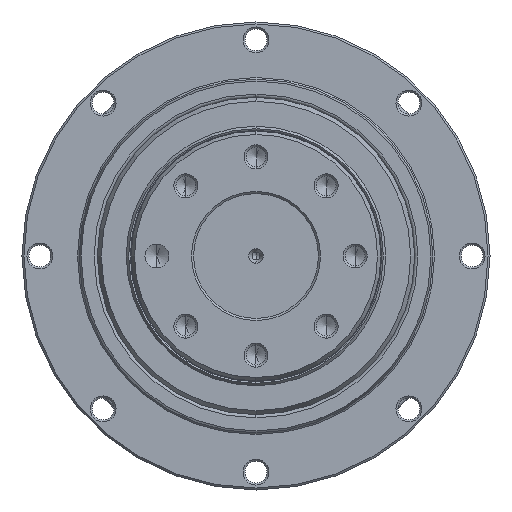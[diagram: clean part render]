
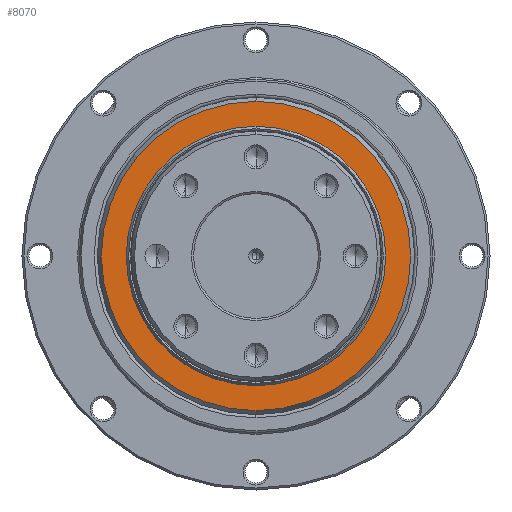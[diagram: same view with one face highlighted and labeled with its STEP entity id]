
A CAD part, left-side view. The second image highlights one B-rep face of the part: STEP entity #8070.
In plain terms, the highlighted planar face has unit normal (-1, 0, 0).
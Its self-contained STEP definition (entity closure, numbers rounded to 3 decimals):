
#1649 = EDGE_CURVE ( 'NONE', #8611, #12679, #2947, .T. ) ;
#2568 = CIRCLE ( 'NONE', #12900, 38.99 ) ;
#2947 = CIRCLE ( 'NONE', #5270, 32.71 ) ;
#2991 = DIRECTION ( 'NONE',  ( 0., 0., -1. ) ) ;
#3193 = VERTEX_POINT ( 'NONE', #17228 ) ;
#3388 = CARTESIAN_POINT ( 'NONE',  ( -48., 0., 0. ) ) ;
#3561 = DIRECTION ( 'NONE',  ( -1., 0., 0. ) ) ;
#3722 = CARTESIAN_POINT ( 'NONE',  ( -48., 0., 38.99 ) ) ;
#3903 = EDGE_LOOP ( 'NONE', ( #8178, #12371 ) ) ;
#4846 = DIRECTION ( 'NONE',  ( -1., 0., 0. ) ) ;
#5037 = DIRECTION ( 'NONE',  ( 0., 0., -1. ) ) ;
#5270 = AXIS2_PLACEMENT_3D ( 'NONE', #10661, #17430, #12387 ) ;
#5646 = DIRECTION ( 'NONE',  ( 0., 0., -1. ) ) ;
#5774 = EDGE_CURVE ( 'NONE', #3193, #17956, #17993, .T. ) ;
#6437 = CIRCLE ( 'NONE', #8626, 32.71 ) ;
#7007 = PLANE ( 'NONE',  #10124 ) ;
#8070 = ADVANCED_FACE ( 'NONE', ( #9393, #16079 ), #7007, .T. ) ;
#8178 = ORIENTED_EDGE ( 'NONE', *, *, #15781, .T. ) ;
#8611 = VERTEX_POINT ( 'NONE', #17401 ) ;
#8626 = AXIS2_PLACEMENT_3D ( 'NONE', #12874, #4846, #2991 ) ;
#9393 = FACE_OUTER_BOUND ( 'NONE', #3903, .T. ) ;
#9955 = EDGE_CURVE ( 'NONE', #12679, #8611, #6437, .T. ) ;
#10124 = AXIS2_PLACEMENT_3D ( 'NONE', #20160, #12091, #18777 ) ;
#10305 = EDGE_LOOP ( 'NONE', ( #20194, #12344 ) ) ;
#10661 = CARTESIAN_POINT ( 'NONE',  ( -48., 0., 0. ) ) ;
#12091 = DIRECTION ( 'NONE',  ( -1., 0., 0. ) ) ;
#12344 = ORIENTED_EDGE ( 'NONE', *, *, #9955, .F. ) ;
#12371 = ORIENTED_EDGE ( 'NONE', *, *, #5774, .T. ) ;
#12387 = DIRECTION ( 'NONE',  ( 0., 0., -1. ) ) ;
#12679 = VERTEX_POINT ( 'NONE', #14343 ) ;
#12874 = CARTESIAN_POINT ( 'NONE',  ( -48., 0., 0. ) ) ;
#12900 = AXIS2_PLACEMENT_3D ( 'NONE', #13437, #3561, #5646 ) ;
#13437 = CARTESIAN_POINT ( 'NONE',  ( -48., 0., 0. ) ) ;
#14343 = CARTESIAN_POINT ( 'NONE',  ( -48., 0., 32.71 ) ) ;
#15068 = DIRECTION ( 'NONE',  ( -1., 0., 0. ) ) ;
#15583 = AXIS2_PLACEMENT_3D ( 'NONE', #3388, #15068, #5037 ) ;
#15781 = EDGE_CURVE ( 'NONE', #17956, #3193, #2568, .T. ) ;
#16079 = FACE_BOUND ( 'NONE', #10305, .T. ) ;
#17228 = CARTESIAN_POINT ( 'NONE',  ( -48., 0., -38.99 ) ) ;
#17401 = CARTESIAN_POINT ( 'NONE',  ( -48., 0., -32.71 ) ) ;
#17430 = DIRECTION ( 'NONE',  ( -1., 0., 0. ) ) ;
#17956 = VERTEX_POINT ( 'NONE', #3722 ) ;
#17993 = CIRCLE ( 'NONE', #15583, 38.99 ) ;
#18777 = DIRECTION ( 'NONE',  ( 0., 0., -1. ) ) ;
#20160 = CARTESIAN_POINT ( 'NONE',  ( -48., -38.99, 0. ) ) ;
#20194 = ORIENTED_EDGE ( 'NONE', *, *, #1649, .F. ) ;
